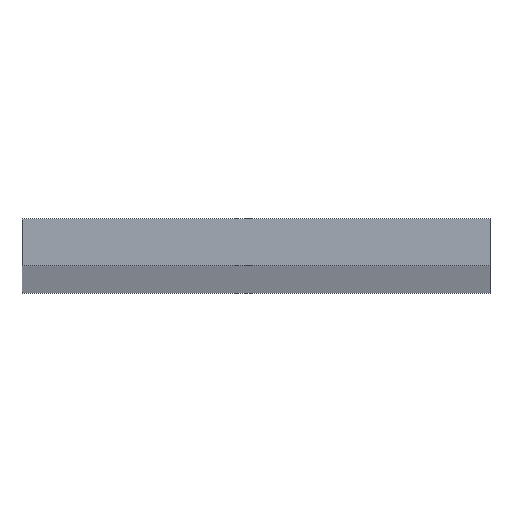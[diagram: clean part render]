
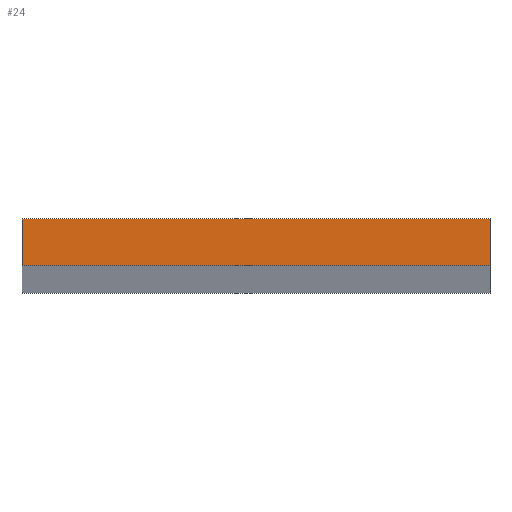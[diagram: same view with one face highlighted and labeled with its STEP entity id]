
A CAD part, top view. The second image highlights one B-rep face of the part: STEP entity #24.
In plain terms, the highlighted planar face has unit normal (0, 0, 1).
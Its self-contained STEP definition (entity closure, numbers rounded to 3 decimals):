
#2 = DIRECTION ( 'NONE',  ( 0., 0., -1. ) ) ;
#4 = VECTOR ( 'NONE', #145, 1000. ) ;
#5 = LINE ( 'NONE', #8, #4 ) ;
#8 = CARTESIAN_POINT ( 'NONE',  ( 15., -1.5, 1000. ) ) ;
#18 = ORIENTED_EDGE ( 'NONE', *, *, #92, .T. ) ;
#24 = ADVANCED_FACE ( 'NONE', ( #159 ), #110, .F. ) ;
#38 = VECTOR ( 'NONE', #53, 1000. ) ;
#48 = AXIS2_PLACEMENT_3D ( 'NONE', #193, #2, #75 ) ;
#51 = EDGE_CURVE ( 'NONE', #59, #158, #179, .T. ) ;
#53 = DIRECTION ( 'NONE',  ( -1., 0., 0. ) ) ;
#55 = VERTEX_POINT ( 'NONE', #99 ) ;
#59 = VERTEX_POINT ( 'NONE', #167 ) ;
#61 = CARTESIAN_POINT ( 'NONE',  ( 15., -1.5, 1000. ) ) ;
#63 = LINE ( 'NONE', #130, #98 ) ;
#66 = LINE ( 'NONE', #151, #38 ) ;
#72 = VECTOR ( 'NONE', #208, 1000. ) ;
#75 = DIRECTION ( 'NONE',  ( -1., 0., 0. ) ) ;
#78 = EDGE_CURVE ( 'NONE', #158, #106, #5, .T. ) ;
#89 = ORIENTED_EDGE ( 'NONE', *, *, #51, .T. ) ;
#91 = CARTESIAN_POINT ( 'NONE',  ( -15., -1.5, 1000. ) ) ;
#92 = EDGE_CURVE ( 'NONE', #55, #59, #63, .T. ) ;
#95 = CARTESIAN_POINT ( 'NONE',  ( 15., 1.5, 1000. ) ) ;
#98 = VECTOR ( 'NONE', #214, 1000. ) ;
#99 = CARTESIAN_POINT ( 'NONE',  ( -15., 1.5, 1000. ) ) ;
#106 = VERTEX_POINT ( 'NONE', #95 ) ;
#110 = PLANE ( 'NONE',  #48 ) ;
#130 = CARTESIAN_POINT ( 'NONE',  ( -15., -1.5, 1000. ) ) ;
#139 = ORIENTED_EDGE ( 'NONE', *, *, #206, .T. ) ;
#143 = ORIENTED_EDGE ( 'NONE', *, *, #78, .T. ) ;
#145 = DIRECTION ( 'NONE',  ( 0., 1., 0. ) ) ;
#151 = CARTESIAN_POINT ( 'NONE',  ( -15., 1.5, 1000. ) ) ;
#158 = VERTEX_POINT ( 'NONE', #61 ) ;
#159 = FACE_OUTER_BOUND ( 'NONE', #195, .T. ) ;
#167 = CARTESIAN_POINT ( 'NONE',  ( -15., -1.5, 1000. ) ) ;
#179 = LINE ( 'NONE', #91, #72 ) ;
#193 = CARTESIAN_POINT ( 'NONE',  ( 0., 0., 1000. ) ) ;
#195 = EDGE_LOOP ( 'NONE', ( #143, #139, #18, #89 ) ) ;
#206 = EDGE_CURVE ( 'NONE', #106, #55, #66, .T. ) ;
#208 = DIRECTION ( 'NONE',  ( 1., 0., 0. ) ) ;
#214 = DIRECTION ( 'NONE',  ( 0., -1., 0. ) ) ;
